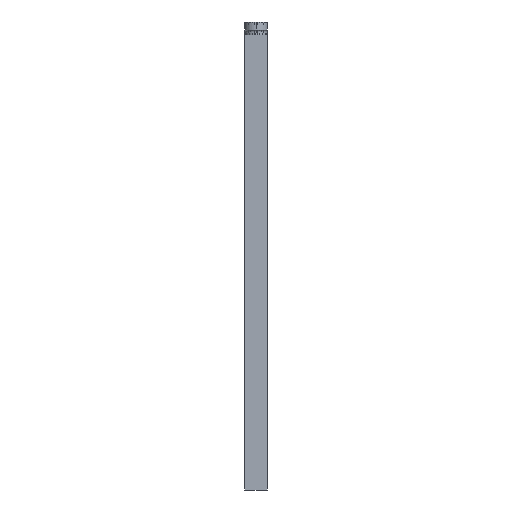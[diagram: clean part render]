
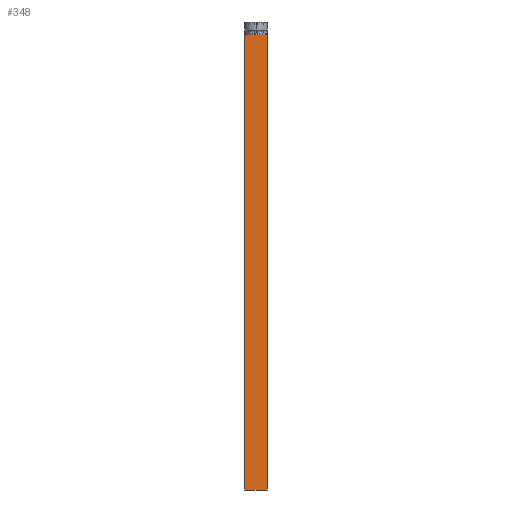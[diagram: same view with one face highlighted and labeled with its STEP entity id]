
A CAD part, left-side view. The second image highlights one B-rep face of the part: STEP entity #348.
In plain terms, the highlighted planar face has unit normal (-1, 0, 0).
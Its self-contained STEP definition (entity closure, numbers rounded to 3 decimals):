
#19 = EDGE_CURVE ( 'NONE', #821, #2616, #1876, .T. ) ;
#42 = VECTOR ( 'NONE', #258, 1000. ) ;
#73 = CARTESIAN_POINT ( 'NONE',  ( -0.5, 15., 16.017 ) ) ;
#102 = CARTESIAN_POINT ( 'NONE',  ( -0.5, -15., -14. ) ) ;
#155 = CARTESIAN_POINT ( 'NONE',  ( -0.5, -13.724, -14.167 ) ) ;
#164 = VERTEX_POINT ( 'NONE', #709 ) ;
#247 = ORIENTED_EDGE ( 'NONE', *, *, #1841, .F. ) ;
#251 = VERTEX_POINT ( 'NONE', #2519 ) ;
#258 = DIRECTION ( 'NONE',  ( 0., -1., 0. ) ) ;
#266 = DIRECTION ( 'NONE',  ( 0., -1., 0. ) ) ;
#295 = FACE_OUTER_BOUND ( 'NONE', #2592, .T. ) ;
#315 = CARTESIAN_POINT ( 'NONE',  ( -0.5, 14.892, -14. ) ) ;
#347 = CARTESIAN_POINT ( 'NONE',  ( -0.5, -13.891, -14. ) ) ;
#348 = ADVANCED_FACE ( 'NONE', ( #295 ), #714, .T. ) ;
#395 = CARTESIAN_POINT ( 'NONE',  ( -0.5, 13.391, -14.5 ) ) ;
#406 = DIRECTION ( 'NONE',  ( 0., -1., 0. ) ) ;
#434 = VERTEX_POINT ( 'NONE', #1255 ) ;
#443 = CARTESIAN_POINT ( 'NONE',  ( -0.5, -15., -14. ) ) ;
#481 = VERTEX_POINT ( 'NONE', #1222 ) ;
#498 = CARTESIAN_POINT ( 'NONE',  ( -0.5, -15., -14. ) ) ;
#655 = CARTESIAN_POINT ( 'NONE',  ( -0.5, -13.891, -14. ) ) ;
#676 = CARTESIAN_POINT ( 'NONE',  ( -0.5, -15., -614. ) ) ;
#677 = B_SPLINE_CURVE_WITH_KNOTS ( 'NONE', 3,
 ( #1402, #2064, #2545, #1636 ),
 .UNSPECIFIED., .F., .F.,
 ( 4, 4 ),
 ( 0.024, 0.024 ),
 .UNSPECIFIED. ) ;
#696 = DIRECTION ( 'NONE',  ( 0., 1., 0. ) ) ;
#700 = VECTOR ( 'NONE', #1411, 1000. ) ;
#709 = CARTESIAN_POINT ( 'NONE',  ( -0.5, -15., -614. ) ) ;
#711 = DIRECTION ( 'NONE',  ( 0., -1., 0. ) ) ;
#714 = PLANE ( 'NONE',  #1111 ) ;
#755 = VERTEX_POINT ( 'NONE', #315 ) ;
#774 = EDGE_CURVE ( 'NONE', #481, #755, #2529, .T. ) ;
#784 = DIRECTION ( 'NONE',  ( 0., 0., -1. ) ) ;
#821 = VERTEX_POINT ( 'NONE', #2488 ) ;
#852 = ORIENTED_EDGE ( 'NONE', *, *, #921, .F. ) ;
#858 = ORIENTED_EDGE ( 'NONE', *, *, #1418, .F. ) ;
#886 = EDGE_CURVE ( 'NONE', #481, #1517, #2111, .T. ) ;
#921 = EDGE_CURVE ( 'NONE', #434, #2114, #677, .T. ) ;
#923 = LINE ( 'NONE', #498, #1214 ) ;
#946 = LINE ( 'NONE', #2731, #2879 ) ;
#965 = ORIENTED_EDGE ( 'NONE', *, *, #1260, .F. ) ;
#997 = CARTESIAN_POINT ( 'NONE',  ( -0.5, -15., 16.017 ) ) ;
#1046 = ORIENTED_EDGE ( 'NONE', *, *, #1565, .F. ) ;
#1099 = EDGE_CURVE ( 'NONE', #2616, #2808, #1303, .T. ) ;
#1111 = AXIS2_PLACEMENT_3D ( 'NONE', #997, #2479, #1648 ) ;
#1136 = CARTESIAN_POINT ( 'NONE',  ( -0.5, -15., -14. ) ) ;
#1161 = VECTOR ( 'NONE', #784, 1000. ) ;
#1213 = VERTEX_POINT ( 'NONE', #1323 ) ;
#1214 = VECTOR ( 'NONE', #266, 1000. ) ;
#1222 = CARTESIAN_POINT ( 'NONE',  ( -0.5, 15., -14. ) ) ;
#1255 = CARTESIAN_POINT ( 'NONE',  ( -0.5, 13.891, -14. ) ) ;
#1260 = EDGE_CURVE ( 'NONE', #164, #1517, #2645, .T. ) ;
#1261 = CARTESIAN_POINT ( 'NONE',  ( -0.5, -13.391, -14.5 ) ) ;
#1303 = B_SPLINE_CURVE_WITH_KNOTS ( 'NONE', 3,
 ( #1261, #2150, #155, #347 ),
 .UNSPECIFIED., .F., .F.,
 ( 4, 4 ),
 ( 0.062, 0.062 ),
 .UNSPECIFIED. ) ;
#1323 = CARTESIAN_POINT ( 'NONE',  ( -0.5, 13.391, -17. ) ) ;
#1324 = ORIENTED_EDGE ( 'NONE', *, *, #2162, .F. ) ;
#1334 = DIRECTION ( 'NONE',  ( 0., -1., 0. ) ) ;
#1353 = VECTOR ( 'NONE', #711, 1000. ) ;
#1354 = VECTOR ( 'NONE', #406, 1000. ) ;
#1356 = EDGE_CURVE ( 'NONE', #755, #434, #2046, .T. ) ;
#1384 = EDGE_CURVE ( 'NONE', #2114, #1213, #946, .T. ) ;
#1396 = VECTOR ( 'NONE', #1334, 1000. ) ;
#1402 = CARTESIAN_POINT ( 'NONE',  ( -0.5, 13.891, -14. ) ) ;
#1411 = DIRECTION ( 'NONE',  ( 0., 0., -1. ) ) ;
#1418 = EDGE_CURVE ( 'NONE', #2808, #2325, #2457, .T. ) ;
#1435 = VECTOR ( 'NONE', #1660, 1000. ) ;
#1469 = CARTESIAN_POINT ( 'NONE',  ( -0.5, 13.4, -17. ) ) ;
#1517 = VERTEX_POINT ( 'NONE', #2775 ) ;
#1565 = EDGE_CURVE ( 'NONE', #251, #164, #2556, .T. ) ;
#1636 = CARTESIAN_POINT ( 'NONE',  ( -0.5, 13.391, -14.5 ) ) ;
#1648 = DIRECTION ( 'NONE',  ( 0., 0., 1. ) ) ;
#1660 = DIRECTION ( 'NONE',  ( 0., 0., 1. ) ) ;
#1753 = ORIENTED_EDGE ( 'NONE', *, *, #774, .F. ) ;
#1811 = DIRECTION ( 'NONE',  ( 0., 0., -1. ) ) ;
#1821 = ORIENTED_EDGE ( 'NONE', *, *, #1384, .F. ) ;
#1841 = EDGE_CURVE ( 'NONE', #2325, #251, #923, .T. ) ;
#1876 = LINE ( 'NONE', #2110, #1435 ) ;
#1948 = ORIENTED_EDGE ( 'NONE', *, *, #1099, .F. ) ;
#1963 = ORIENTED_EDGE ( 'NONE', *, *, #886, .T. ) ;
#2046 = LINE ( 'NONE', #443, #1396 ) ;
#2064 = CARTESIAN_POINT ( 'NONE',  ( -0.5, 13.724, -14.167 ) ) ;
#2090 = VECTOR ( 'NONE', #696, 1000. ) ;
#2110 = CARTESIAN_POINT ( 'NONE',  ( -0.5, -13.391, 0. ) ) ;
#2111 = LINE ( 'NONE', #73, #1161 ) ;
#2114 = VERTEX_POINT ( 'NONE', #395 ) ;
#2150 = CARTESIAN_POINT ( 'NONE',  ( -0.5, -13.557, -14.333 ) ) ;
#2162 = EDGE_CURVE ( 'NONE', #1213, #821, #2401, .T. ) ;
#2241 = ORIENTED_EDGE ( 'NONE', *, *, #1356, .F. ) ;
#2325 = VERTEX_POINT ( 'NONE', #2849 ) ;
#2401 = LINE ( 'NONE', #1469, #1354 ) ;
#2429 = ORIENTED_EDGE ( 'NONE', *, *, #19, .F. ) ;
#2457 = LINE ( 'NONE', #1136, #1353 ) ;
#2479 = DIRECTION ( 'NONE',  ( -1., 0., 0. ) ) ;
#2488 = CARTESIAN_POINT ( 'NONE',  ( -0.5, -13.391, -17. ) ) ;
#2519 = CARTESIAN_POINT ( 'NONE',  ( -0.5, -15., -14. ) ) ;
#2528 = CARTESIAN_POINT ( 'NONE',  ( -0.5, -15., 16.017 ) ) ;
#2529 = LINE ( 'NONE', #102, #42 ) ;
#2545 = CARTESIAN_POINT ( 'NONE',  ( -0.5, 13.557, -14.333 ) ) ;
#2556 = LINE ( 'NONE', #2528, #700 ) ;
#2592 = EDGE_LOOP ( 'NONE', ( #852, #2241, #1753, #1963, #965, #1046, #247, #858, #1948, #2429, #1324, #1821 ) ) ;
#2616 = VERTEX_POINT ( 'NONE', #2760 ) ;
#2645 = LINE ( 'NONE', #676, #2090 ) ;
#2731 = CARTESIAN_POINT ( 'NONE',  ( -0.5, 13.391, 0. ) ) ;
#2760 = CARTESIAN_POINT ( 'NONE',  ( -0.5, -13.391, -14.5 ) ) ;
#2775 = CARTESIAN_POINT ( 'NONE',  ( -0.5, 15., -614. ) ) ;
#2808 = VERTEX_POINT ( 'NONE', #655 ) ;
#2849 = CARTESIAN_POINT ( 'NONE',  ( -0.5, -14.892, -14. ) ) ;
#2879 = VECTOR ( 'NONE', #1811, 1000. ) ;
